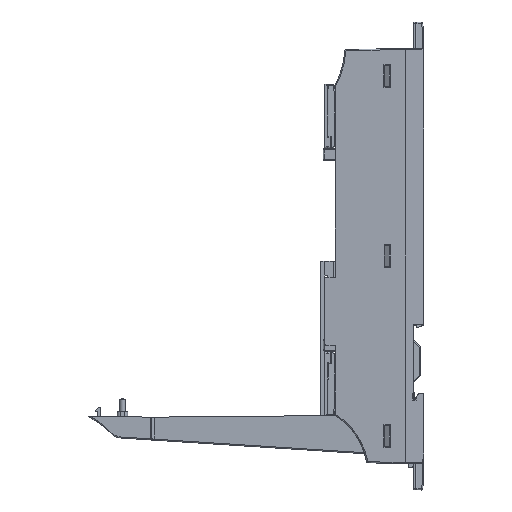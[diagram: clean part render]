
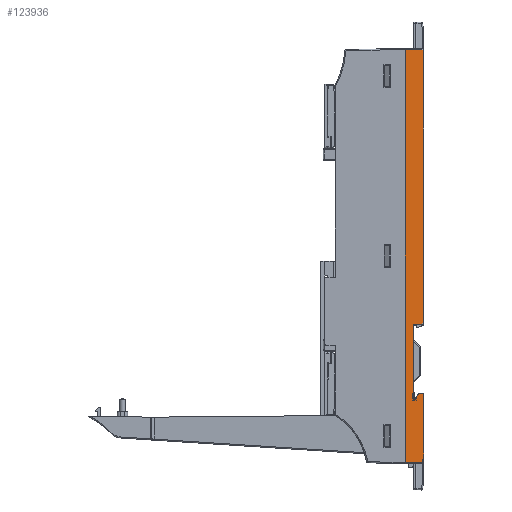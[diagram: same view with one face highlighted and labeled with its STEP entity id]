
A CAD part, left-side view. The second image highlights one B-rep face of the part: STEP entity #123936.
In plain terms, the highlighted planar face has unit normal (-1, -0.009, 0).
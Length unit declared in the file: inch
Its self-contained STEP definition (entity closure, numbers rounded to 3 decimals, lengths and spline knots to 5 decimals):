
#3813 = DIRECTION ( 'NONE',  ( 0., 0., 1. ) ) ;
#5690 = ORIENTED_EDGE ( 'NONE', *, *, #131530, .T. ) ;
#7484 = EDGE_CURVE ( 'NONE', #30323, #181523, #60948, .T. ) ;
#7647 = CARTESIAN_POINT ( 'NONE',  ( -1.36786, -5.2126, -1.38909 ) ) ;
#9093 = LINE ( 'NONE', #95703, #64911 ) ;
#11974 = PLANE ( 'NONE',  #104109 ) ;
#12394 = EDGE_CURVE ( 'NONE', #133021, #82142, #36274, .T. ) ;
#13092 = LINE ( 'NONE', #102484, #158130 ) ;
#13175 = CARTESIAN_POINT ( 'NONE',  ( -1.37034, -4.92913, -0.11257 ) ) ;
#16341 = CARTESIAN_POINT ( 'NONE',  ( -1.36737, -5.26889, -2.74613 ) ) ;
#18555 = EDGE_CURVE ( 'NONE', #111282, #120294, #96816, .T. ) ;
#18674 = DIRECTION ( 'NONE',  ( 0.001, -0.122, 0.993 ) ) ;
#18722 = ORIENTED_EDGE ( 'NONE', *, *, #18555, .T. ) ;
#19859 = EDGE_CURVE ( 'NONE', #41894, #30323, #140558, .T. ) ;
#20997 = VERTEX_POINT ( 'NONE', #166384 ) ;
#25600 = DIRECTION ( 'NONE',  ( -0.009, 1., 0.009 ) ) ;
#28083 = VERTEX_POINT ( 'NONE', #116137 ) ;
#29389 = CARTESIAN_POINT ( 'NONE',  ( -1.36633, -5.38819, -3.94835 ) ) ;
#29483 = CARTESIAN_POINT ( 'NONE',  ( -1.36791, -5.20748, -2.6635 ) ) ;
#30323 = VERTEX_POINT ( 'NONE', #57369 ) ;
#32754 = VERTEX_POINT ( 'NONE', #69186 ) ;
#33248 = VECTOR ( 'NONE', #25600, 39.37008 ) ;
#36274 = LINE ( 'NONE', #39458, #150216 ) ;
#37653 = DIRECTION ( 'NONE',  ( 0.006, -0.695, 0.719 ) ) ;
#37803 = ORIENTED_EDGE ( 'NONE', *, *, #184877, .T. ) ;
#39458 = CARTESIAN_POINT ( 'NONE',  ( -1.36786, -5.2126, -1.38909 ) ) ;
#41894 = VERTEX_POINT ( 'NONE', #104833 ) ;
#43048 = ORIENTED_EDGE ( 'NONE', *, *, #44529, .T. ) ;
#43851 = ORIENTED_EDGE ( 'NONE', *, *, #174768, .T. ) ;
#44529 = EDGE_CURVE ( 'NONE', #20997, #133021, #133263, .T. ) ;
#45383 = VERTEX_POINT ( 'NONE', #77502 ) ;
#46049 = CARTESIAN_POINT ( 'NONE',  ( -1.36633, -5.38819, -3.94835 ) ) ;
#46483 = DIRECTION ( 'NONE',  ( -0.009, 1., 0.017 ) ) ;
#46846 = DIRECTION ( 'NONE',  ( 0., 0., -1. ) ) ;
#46980 = LINE ( 'NONE', #97456, #140965 ) ;
#47923 = EDGE_CURVE ( 'NONE', #63804, #28083, #156903, .T. ) ;
#48254 = CARTESIAN_POINT ( 'NONE',  ( -1.36737, -5.26889, -2.79183 ) ) ;
#51251 = LINE ( 'NONE', #46049, #71318 ) ;
#51444 = ORIENTED_EDGE ( 'NONE', *, *, #7484, .T. ) ;
#51602 = CARTESIAN_POINT ( 'NONE',  ( -1.3669, -5.32315, -2.66861 ) ) ;
#55549 = DIRECTION ( 'NONE',  ( -1., -0.009, 0. ) ) ;
#57274 = VECTOR ( 'NONE', #154209, 39.37008 ) ;
#57369 = CARTESIAN_POINT ( 'NONE',  ( -1.36615, -5.40945, -2.67012 ) ) ;
#58730 = VECTOR ( 'NONE', #108351, 39.37008 ) ;
#59642 = EDGE_CURVE ( 'NONE', #142915, #75687, #71774, .T. ) ;
#60528 = CARTESIAN_POINT ( 'NONE',  ( -1.36625, -5.39774, -0.11257 ) ) ;
#60948 = LINE ( 'NONE', #84598, #170453 ) ;
#61174 = DIRECTION ( 'NONE',  ( -0.009, 1., 0. ) ) ;
#62058 = ORIENTED_EDGE ( 'NONE', *, *, #136863, .T. ) ;
#63759 = CARTESIAN_POINT ( 'NONE',  ( -1.36791, -5.20748, -0.11257 ) ) ;
#63804 = VERTEX_POINT ( 'NONE', #71293 ) ;
#64502 = LINE ( 'NONE', #111665, #33248 ) ;
#64911 = VECTOR ( 'NONE', #37653, 39.37008 ) ;
#65694 = FACE_OUTER_BOUND ( 'NONE', #133488, .T. ) ;
#67287 = VECTOR ( 'NONE', #163054, 39.37008 ) ;
#69186 = CARTESIAN_POINT ( 'NONE',  ( -1.36913, -5.06693, 3.72602 ) ) ;
#71293 = CARTESIAN_POINT ( 'NONE',  ( -1.36625, -5.39774, -1.35283 ) ) ;
#71318 = VECTOR ( 'NONE', #18674, 39.37008 ) ;
#71774 = LINE ( 'NONE', #63759, #67287 ) ;
#75687 = VERTEX_POINT ( 'NONE', #108006 ) ;
#77502 = CARTESIAN_POINT ( 'NONE',  ( -1.36913, -5.06693, -3.95115 ) ) ;
#82142 = VERTEX_POINT ( 'NONE', #95513 ) ;
#82382 = CARTESIAN_POINT ( 'NONE',  ( -1.36786, -5.2126, -0.11257 ) ) ;
#84598 = CARTESIAN_POINT ( 'NONE',  ( -1.36615, -5.40945, -2.67012 ) ) ;
#87892 = DIRECTION ( 'NONE',  ( 0., 0., 1. ) ) ;
#88352 = EDGE_CURVE ( 'NONE', #28083, #32754, #64502, .T. ) ;
#92801 = ORIENTED_EDGE ( 'NONE', *, *, #19859, .T. ) ;
#95513 = CARTESIAN_POINT ( 'NONE',  ( -1.36653, -5.3653, -1.38642 ) ) ;
#95703 = CARTESIAN_POINT ( 'NONE',  ( -1.36653, -5.3653, -1.38642 ) ) ;
#96424 = VECTOR ( 'NONE', #143048, 39.37008 ) ;
#96816 = LINE ( 'NONE', #137097, #58730 ) ;
#97456 = CARTESIAN_POINT ( 'NONE',  ( -1.36913, -5.06693, -3.95115 ) ) ;
#101975 = ORIENTED_EDGE ( 'NONE', *, *, #12394, .T. ) ;
#102227 = CARTESIAN_POINT ( 'NONE',  ( -1.36791, -5.20748, -2.79184 ) ) ;
#102484 = CARTESIAN_POINT ( 'NONE',  ( -1.36913, -5.06693, -0.11257 ) ) ;
#103625 = VERTEX_POINT ( 'NONE', #29389 ) ;
#104109 = AXIS2_PLACEMENT_3D ( 'NONE', #13175, #55549, #184194 ) ;
#104833 = CARTESIAN_POINT ( 'NONE',  ( -1.36615, -5.40945, -3.77519 ) ) ;
#105657 = DIRECTION ( 'NONE',  ( -0.005, 0.573, -0.819 ) ) ;
#108006 = CARTESIAN_POINT ( 'NONE',  ( -1.36791, -5.20748, -2.6635 ) ) ;
#108351 = DIRECTION ( 'NONE',  ( 0., 0., -1. ) ) ;
#109989 = VECTOR ( 'NONE', #3813, 39.37008 ) ;
#111282 = VERTEX_POINT ( 'NONE', #16341 ) ;
#111665 = CARTESIAN_POINT ( 'NONE',  ( -1.36625, -5.39774, 3.72313 ) ) ;
#112563 = ORIENTED_EDGE ( 'NONE', *, *, #47923, .T. ) ;
#114045 = ORIENTED_EDGE ( 'NONE', *, *, #145395, .T. ) ;
#116137 = CARTESIAN_POINT ( 'NONE',  ( -1.36625, -5.39774, 3.72313 ) ) ;
#118869 = ORIENTED_EDGE ( 'NONE', *, *, #88352, .T. ) ;
#120294 = VERTEX_POINT ( 'NONE', #48254 ) ;
#120907 = LINE ( 'NONE', #29483, #96424 ) ;
#123936 = ADVANCED_FACE ( 'NONE', ( #65694 ), #11974, .T. ) ;
#127277 = ORIENTED_EDGE ( 'NONE', *, *, #59642, .T. ) ;
#127318 = DIRECTION ( 'NONE',  ( 0.009, -1., 0.009 ) ) ;
#131530 = EDGE_CURVE ( 'NONE', #82142, #63804, #9093, .T. ) ;
#133021 = VERTEX_POINT ( 'NONE', #7647 ) ;
#133263 = LINE ( 'NONE', #82382, #57274 ) ;
#133488 = EDGE_LOOP ( 'NONE', ( #18722, #114045, #127277, #62058, #43048, #101975, #5690, #112563, #118869, #179668, #137193, #43851, #92801, #51444, #37803 ) ) ;
#135024 = CARTESIAN_POINT ( 'NONE',  ( -1.3669, -5.32315, -2.66861 ) ) ;
#135658 = LINE ( 'NONE', #135024, #178081 ) ;
#136863 = EDGE_CURVE ( 'NONE', #75687, #20997, #120907, .T. ) ;
#137097 = CARTESIAN_POINT ( 'NONE',  ( -1.36737, -5.26889, -2.74452 ) ) ;
#137193 = ORIENTED_EDGE ( 'NONE', *, *, #156449, .T. ) ;
#138204 = VECTOR ( 'NONE', #87892, 39.37008 ) ;
#140558 = LINE ( 'NONE', #173410, #138204 ) ;
#140965 = VECTOR ( 'NONE', #127318, 39.37008 ) ;
#142915 = VERTEX_POINT ( 'NONE', #102227 ) ;
#143048 = DIRECTION ( 'NONE',  ( 0.009, -1., 0. ) ) ;
#145395 = EDGE_CURVE ( 'NONE', #120294, #142915, #164383, .T. ) ;
#150216 = VECTOR ( 'NONE', #151845, 39.37008 ) ;
#151845 = DIRECTION ( 'NONE',  ( 0.009, -1., 0.017 ) ) ;
#154209 = DIRECTION ( 'NONE',  ( 0., 0., 1. ) ) ;
#155477 = VECTOR ( 'NONE', #61174, 39.37008 ) ;
#156449 = EDGE_CURVE ( 'NONE', #45383, #103625, #46980, .T. ) ;
#156903 = LINE ( 'NONE', #60528, #109989 ) ;
#158130 = VECTOR ( 'NONE', #46846, 39.37008 ) ;
#163054 = DIRECTION ( 'NONE',  ( 0., 0., 1. ) ) ;
#163662 = EDGE_CURVE ( 'NONE', #32754, #45383, #13092, .T. ) ;
#164383 = LINE ( 'NONE', #175424, #155477 ) ;
#166384 = CARTESIAN_POINT ( 'NONE',  ( -1.36786, -5.2126, -2.6635 ) ) ;
#170453 = VECTOR ( 'NONE', #46483, 39.37008 ) ;
#173410 = CARTESIAN_POINT ( 'NONE',  ( -1.36615, -5.40945, -0.11257 ) ) ;
#174768 = EDGE_CURVE ( 'NONE', #103625, #41894, #51251, .T. ) ;
#175424 = CARTESIAN_POINT ( 'NONE',  ( -1.36737, -5.26889, -2.79183 ) ) ;
#178081 = VECTOR ( 'NONE', #105657, 39.37008 ) ;
#179668 = ORIENTED_EDGE ( 'NONE', *, *, #163662, .T. ) ;
#181523 = VERTEX_POINT ( 'NONE', #51602 ) ;
#184194 = DIRECTION ( 'NONE',  ( 0.009, -1., 0. ) ) ;
#184877 = EDGE_CURVE ( 'NONE', #181523, #111282, #135658, .T. ) ;
